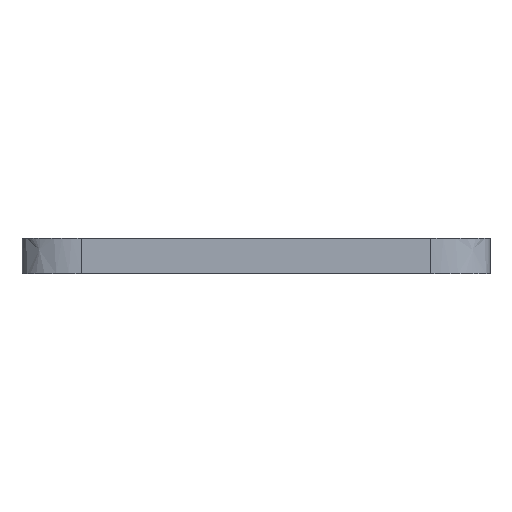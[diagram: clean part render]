
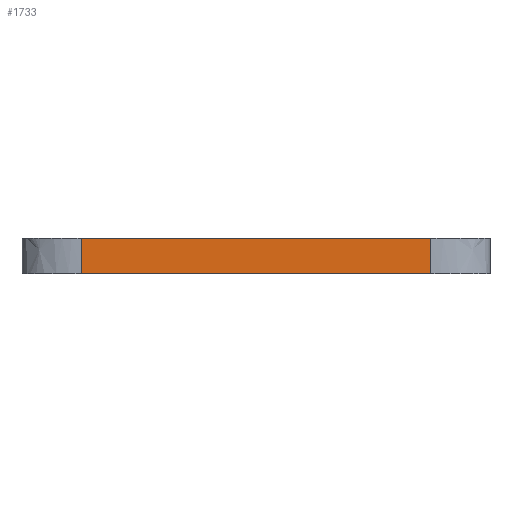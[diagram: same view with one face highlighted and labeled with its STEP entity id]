
A CAD part, left-side view. The second image highlights one B-rep face of the part: STEP entity #1733.
In plain terms, the highlighted planar face has unit normal (-1, 0, 0).
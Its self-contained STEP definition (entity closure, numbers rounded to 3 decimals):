
#18 = VERTEX_POINT ( 'NONE', #1291 ) ;
#37 = CARTESIAN_POINT ( 'NONE',  ( -41., -14.75, 3. ) ) ;
#48 = ORIENTED_EDGE ( 'NONE', *, *, #670, .T. ) ;
#66 = DIRECTION ( 'NONE',  ( 0., -1., 0. ) ) ;
#78 = CARTESIAN_POINT ( 'NONE',  ( -41., 19.75, 3. ) ) ;
#101 = EDGE_LOOP ( 'NONE', ( #323, #48, #450, #1817 ) ) ;
#153 = CARTESIAN_POINT ( 'NONE',  ( -41., 14.75, 1. ) ) ;
#181 = VECTOR ( 'NONE', #601, 1000. ) ;
#323 = ORIENTED_EDGE ( 'NONE', *, *, #1462, .T. ) ;
#356 = LINE ( 'NONE', #612, #1846 ) ;
#375 = DIRECTION ( 'NONE',  ( 0., 0., -1. ) ) ;
#450 = ORIENTED_EDGE ( 'NONE', *, *, #1420, .F. ) ;
#456 = CARTESIAN_POINT ( 'NONE',  ( -41., -14.75, 0. ) ) ;
#549 = B_SPLINE_CURVE_WITH_KNOTS ( 'NONE', 3,
 ( #456, #581, #1163, #37 ),
 .UNSPECIFIED., .F., .F.,
 ( 4, 4 ),
 ( 0., 1. ),
 .UNSPECIFIED. ) ;
#567 = CARTESIAN_POINT ( 'NONE',  ( -41., 14.75, 2. ) ) ;
#581 = CARTESIAN_POINT ( 'NONE',  ( -41., -14.75, 1. ) ) ;
#601 = DIRECTION ( 'NONE',  ( 0., -1., 0. ) ) ;
#612 = CARTESIAN_POINT ( 'NONE',  ( -41., 19.75, 3. ) ) ;
#670 = EDGE_CURVE ( 'NONE', #1465, #825, #549, .T. ) ;
#692 = CARTESIAN_POINT ( 'NONE',  ( -41., 14.75, 3. ) ) ;
#769 = LINE ( 'NONE', #1499, #181 ) ;
#825 = VERTEX_POINT ( 'NONE', #940 ) ;
#940 = CARTESIAN_POINT ( 'NONE',  ( -41., -14.75, 3. ) ) ;
#951 = EDGE_CURVE ( 'NONE', #1517, #18, #1241, .T. ) ;
#1163 = CARTESIAN_POINT ( 'NONE',  ( -41., -14.75, 2. ) ) ;
#1229 = DIRECTION ( 'NONE',  ( 1., 0., 0. ) ) ;
#1241 = B_SPLINE_CURVE_WITH_KNOTS ( 'NONE', 3,
 ( #692, #567, #153, #1739 ),
 .UNSPECIFIED., .F., .F.,
 ( 4, 4 ),
 ( 0., 1. ),
 .UNSPECIFIED. ) ;
#1277 = CARTESIAN_POINT ( 'NONE',  ( -41., 14.75, 3. ) ) ;
#1291 = CARTESIAN_POINT ( 'NONE',  ( -41., 14.75, 0. ) ) ;
#1420 = EDGE_CURVE ( 'NONE', #1517, #825, #356, .T. ) ;
#1462 = EDGE_CURVE ( 'NONE', #18, #1465, #769, .T. ) ;
#1465 = VERTEX_POINT ( 'NONE', #1626 ) ;
#1499 = CARTESIAN_POINT ( 'NONE',  ( -41., 19.75, 0. ) ) ;
#1517 = VERTEX_POINT ( 'NONE', #1277 ) ;
#1626 = CARTESIAN_POINT ( 'NONE',  ( -41., -14.75, 0. ) ) ;
#1653 = AXIS2_PLACEMENT_3D ( 'NONE', #78, #1229, #375 ) ;
#1667 = PLANE ( 'NONE',  #1653 ) ;
#1733 = ADVANCED_FACE ( 'NONE', ( #1844 ), #1667, .F. ) ;
#1739 = CARTESIAN_POINT ( 'NONE',  ( -41., 14.75, 0. ) ) ;
#1817 = ORIENTED_EDGE ( 'NONE', *, *, #951, .T. ) ;
#1844 = FACE_OUTER_BOUND ( 'NONE', #101, .T. ) ;
#1846 = VECTOR ( 'NONE', #66, 1000. ) ;
